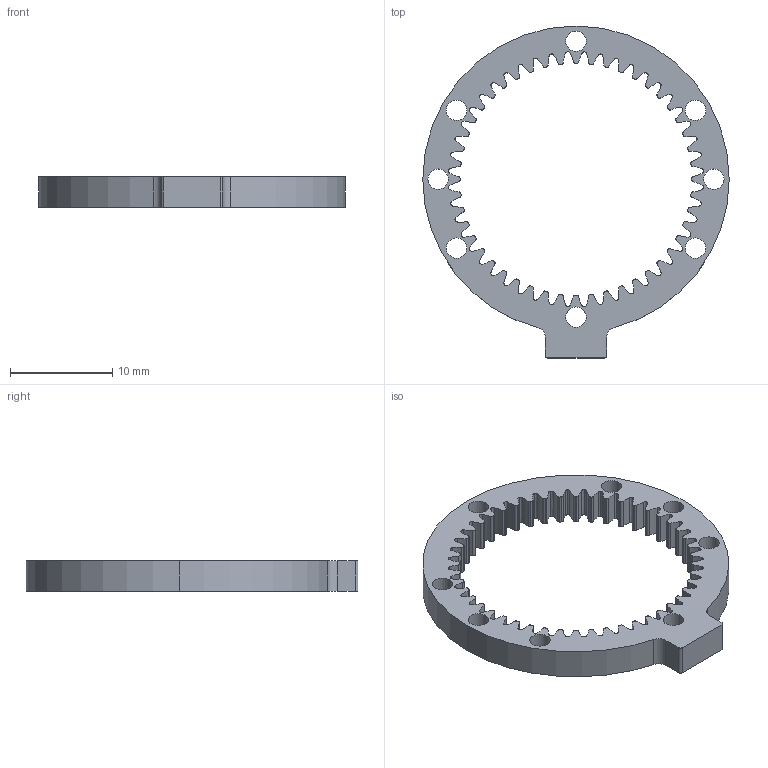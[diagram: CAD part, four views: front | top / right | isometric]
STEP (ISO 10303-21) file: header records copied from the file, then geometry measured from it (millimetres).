
FILE_DESCRIPTION(/* description */ (''),/* implementation_level */ '2;1');
FILE_NAME(/* name */ '内歯車1.step',/* time_stamp */ '2021-06-07T10:12:29+09:00',/* author */ (''),/* organization */ (''),/* preprocessor_version */ 'ST-DEVELOPER v18.1',/* originating_system */ 'Autodesk Translation Framework v10.9.0.1377',/* authorisation */ '');
FILE_SCHEMA (('AUTOMOTIVE_DESIGN { 1 0 10303 214 3 1 1 }'));
Length unit declared in the file: millimetre
Products named in the file (1): プラネタリーギア2
Bounding box: 30 x 32.5 x 3 mm (x, y, z)
Volume: 754.2 mm3; surface area: 1389.4 mm2
Topology: 1 solids, 1 shells, 403 faces, 1203 edges, 802 vertices
Faces by surface type: bspline 288, cylinder 110, plane 5
Full cylindrical faces by diameter (mm): 2 x8
Entity records: 34408 total; most frequent: CARTESIAN_POINT 25755, ORIENTED_EDGE 2406, EDGE_CURVE 1203, DIRECTION 888, VERTEX_POINT 802, B_SPLINE_CURVE_WITH_KNOTS 767, EDGE_LOOP 421, FACE_OUTER_BOUND 403
